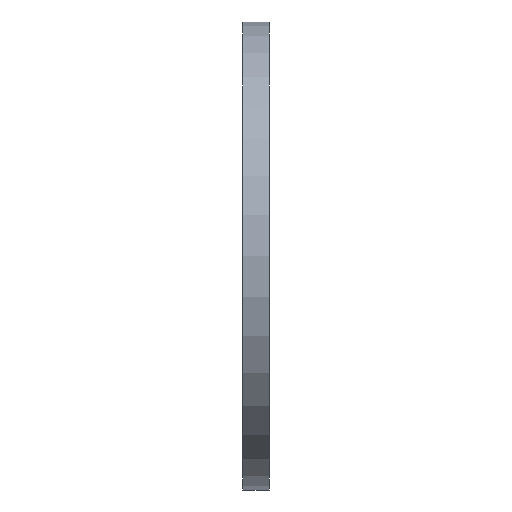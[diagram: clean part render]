
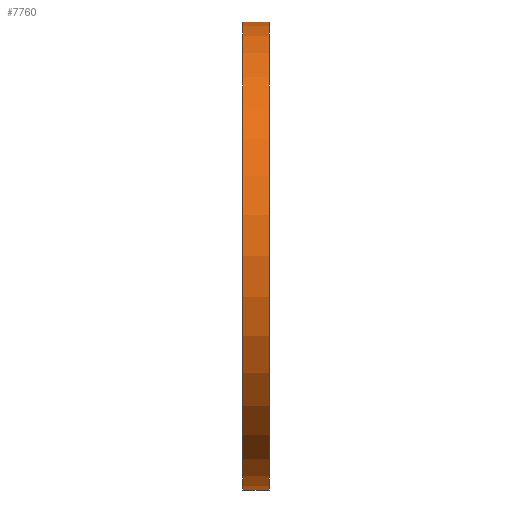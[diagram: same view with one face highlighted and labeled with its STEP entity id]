
A CAD part, left-side view. The second image highlights one B-rep face of the part: STEP entity #7760.
In plain terms, the highlighted cylindrical face has radius 70 mm (diameter 140 mm), a partial arc.
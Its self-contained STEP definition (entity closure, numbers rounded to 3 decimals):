
#421 = DIRECTION ( 'NONE',  ( 0., 1., 0. ) ) ;
#703 = EDGE_CURVE ( 'NONE', #5239, #4799, #11610, .T. ) ;
#1393 = DIRECTION ( 'NONE',  ( 0., 1., 0. ) ) ;
#1580 = DIRECTION ( 'NONE',  ( 0., 0., 1. ) ) ;
#1669 = EDGE_LOOP ( 'NONE', ( #11483, #8072, #8493, #5613 ) ) ;
#2710 = CARTESIAN_POINT ( 'NONE',  ( 0., 8., -70. ) ) ;
#2873 = EDGE_CURVE ( 'NONE', #4799, #10340, #12825, .T. ) ;
#2918 = EDGE_CURVE ( 'NONE', #5239, #13147, #9822, .T. ) ;
#3264 = DIRECTION ( 'NONE',  ( 0., -1., 0. ) ) ;
#3465 = AXIS2_PLACEMENT_3D ( 'NONE', #11439, #421, #1580 ) ;
#4210 = LINE ( 'NONE', #9814, #12355 ) ;
#4416 = DIRECTION ( 'NONE',  ( 0., -1., 0. ) ) ;
#4799 = VERTEX_POINT ( 'NONE', #8901 ) ;
#5239 = VERTEX_POINT ( 'NONE', #2710 ) ;
#5529 = CARTESIAN_POINT ( 'NONE',  ( 0., 0., 70. ) ) ;
#5613 = ORIENTED_EDGE ( 'NONE', *, *, #2873, .T. ) ;
#5621 = CARTESIAN_POINT ( 'NONE',  ( 0., 8., -70. ) ) ;
#5764 = AXIS2_PLACEMENT_3D ( 'NONE', #7078, #1393, #9206 ) ;
#6794 = AXIS2_PLACEMENT_3D ( 'NONE', #9885, #4416, #9938 ) ;
#6983 = CYLINDRICAL_SURFACE ( 'NONE', #6794, 70. ) ;
#7078 = CARTESIAN_POINT ( 'NONE',  ( 0., 8., 0. ) ) ;
#7760 = ADVANCED_FACE ( 'NONE', ( #9403 ), #6983, .T. ) ;
#8072 = ORIENTED_EDGE ( 'NONE', *, *, #2918, .F. ) ;
#8493 = ORIENTED_EDGE ( 'NONE', *, *, #703, .T. ) ;
#8901 = CARTESIAN_POINT ( 'NONE',  ( 0., 0., -70. ) ) ;
#9099 = EDGE_CURVE ( 'NONE', #13147, #10340, #4210, .T. ) ;
#9206 = DIRECTION ( 'NONE',  ( 0., 0., 1. ) ) ;
#9403 = FACE_OUTER_BOUND ( 'NONE', #1669, .T. ) ;
#9716 = DIRECTION ( 'NONE',  ( 0., -1., 0. ) ) ;
#9814 = CARTESIAN_POINT ( 'NONE',  ( 0., 8., 70. ) ) ;
#9822 = CIRCLE ( 'NONE', #5764, 70. ) ;
#9885 = CARTESIAN_POINT ( 'NONE',  ( 0., 8., 0. ) ) ;
#9938 = DIRECTION ( 'NONE',  ( 0., 0., -1. ) ) ;
#10265 = CARTESIAN_POINT ( 'NONE',  ( 0., 8., 70. ) ) ;
#10340 = VERTEX_POINT ( 'NONE', #5529 ) ;
#10901 = VECTOR ( 'NONE', #3264, 1000. ) ;
#11439 = CARTESIAN_POINT ( 'NONE',  ( 0., 0., 0. ) ) ;
#11483 = ORIENTED_EDGE ( 'NONE', *, *, #9099, .F. ) ;
#11610 = LINE ( 'NONE', #5621, #10901 ) ;
#12355 = VECTOR ( 'NONE', #9716, 1000. ) ;
#12825 = CIRCLE ( 'NONE', #3465, 70. ) ;
#13147 = VERTEX_POINT ( 'NONE', #10265 ) ;
